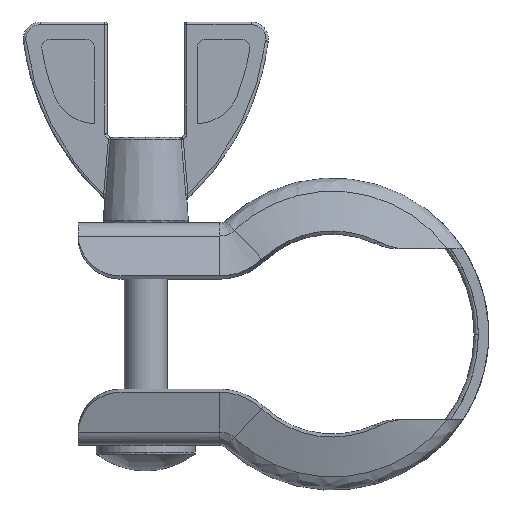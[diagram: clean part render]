
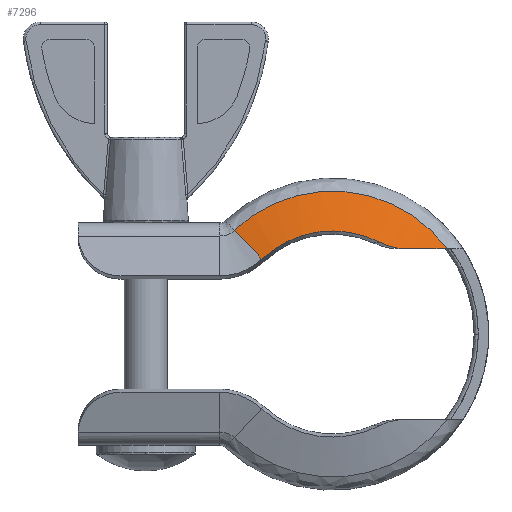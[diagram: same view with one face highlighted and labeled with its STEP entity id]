
A CAD part, top view. The second image highlights one B-rep face of the part: STEP entity #7296.
In plain terms, the highlighted conical face has half-angle 72.5 degrees and reference radius 16.712 mm.
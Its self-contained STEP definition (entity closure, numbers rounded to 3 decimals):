
#218 = DIRECTION ( 'NONE',  ( 0.655, -0.694, 0.301 ) ) ;
#222 = DIRECTION ( 'NONE',  ( 0., 0., -1. ) ) ;
#618 = CARTESIAN_POINT ( 'NONE',  ( 0., 0., 5.88 ) ) ;
#1278 = ORIENTED_EDGE ( 'NONE', *, *, #1410, .T. ) ;
#1354 = CARTESIAN_POINT ( 'NONE',  ( 8.401, 10., 7.031 ) ) ;
#1410 = EDGE_CURVE ( 'NONE', #11300, #10225, #7938, .T. ) ;
#1591 = EDGE_LOOP ( 'NONE', ( #1278, #9527, #11029, #10448, #4280 ) ) ;
#1650 = EDGE_CURVE ( 'NONE', #7263, #6526, #9981, .T. ) ;
#2106 = DIRECTION ( 'NONE',  ( 0., 0., -1. ) ) ;
#2214 = FACE_OUTER_BOUND ( 'NONE', #1591, .T. ) ;
#2338 = CARTESIAN_POINT ( 'NONE',  ( 0., 0., 5.88 ) ) ;
#2385 = AXIS2_PLACEMENT_3D ( 'NONE', #7100, #2106, #6015 ) ;
#3276 = CARTESIAN_POINT ( 'NONE',  ( 5.911, 10.513, 7.35 ) ) ;
#3573 = B_SPLINE_CURVE_WITH_KNOTS ( 'NONE', 3,
 ( #9588, #3276, #7984, #6043, #9957, #5146 ),
 .UNSPECIFIED., .F., .F.,
 ( 4, 2, 4 ),
 ( 0., 0.002, 0.003 ),
 .UNSPECIFIED. ) ;
#3760 = CARTESIAN_POINT ( 'NONE',  ( -8.271, 8.764, 7.35 ) ) ;
#4004 = CARTESIAN_POINT ( 'NONE',  ( -11.47, 12.154, 5.88 ) ) ;
#4064 = CARTESIAN_POINT ( 'NONE',  ( 10.074, 10., 6.692 ) ) ;
#4280 = ORIENTED_EDGE ( 'NONE', *, *, #11479, .T. ) ;
#4378 = CARTESIAN_POINT ( 'NONE',  ( 5.45, 10.747, 7.35 ) ) ;
#5146 = CARTESIAN_POINT ( 'NONE',  ( 8.401, 10., 7.031 ) ) ;
#5287 = LINE ( 'NONE', #11139, #6143 ) ;
#5794 = EDGE_CURVE ( 'NONE', #10718, #6526, #11119, .T. ) ;
#5998 = CARTESIAN_POINT ( 'NONE',  ( 13.389, 10., 5.88 ) ) ;
#6015 = DIRECTION ( 'NONE',  ( -1., 0., 0. ) ) ;
#6043 = CARTESIAN_POINT ( 'NONE',  ( 7.386, 10.07, 7.215 ) ) ;
#6143 = VECTOR ( 'NONE', #218, 1000. ) ;
#6192 = DIRECTION ( 'NONE',  ( -1., 0., 0. ) ) ;
#6526 = VERTEX_POINT ( 'NONE', #7269 ) ;
#6829 = CARTESIAN_POINT ( 'NONE',  ( 11.734, 10., 6.298 ) ) ;
#7100 = CARTESIAN_POINT ( 'NONE',  ( 0., 0., 7.35 ) ) ;
#7168 = AXIS2_PLACEMENT_3D ( 'NONE', #2338, #222, #6192 ) ;
#7263 = VERTEX_POINT ( 'NONE', #4004 ) ;
#7269 = CARTESIAN_POINT ( 'NONE',  ( 13.389, 10., 5.88 ) ) ;
#7296 = ADVANCED_FACE ( 'NONE', ( #2214 ), #7375, .T. ) ;
#7375 = CONICAL_SURFACE ( 'NONE', #7168, 16.712, 1.265 ) ;
#7812 = CARTESIAN_POINT ( 'NONE',  ( 8.401, 10., 7.031 ) ) ;
#7938 = CIRCLE ( 'NONE', #2385, 12.05 ) ;
#7984 = CARTESIAN_POINT ( 'NONE',  ( 6.394, 10.327, 7.323 ) ) ;
#8462 = DIRECTION ( 'NONE',  ( 0., 0., -1. ) ) ;
#9527 = ORIENTED_EDGE ( 'NONE', *, *, #11720, .T. ) ;
#9588 = CARTESIAN_POINT ( 'NONE',  ( 5.45, 10.747, 7.35 ) ) ;
#9957 = CARTESIAN_POINT ( 'NONE',  ( 7.894, 10., 7.134 ) ) ;
#9981 = CIRCLE ( 'NONE', #12038, 16.712 ) ;
#10225 = VERTEX_POINT ( 'NONE', #4378 ) ;
#10379 = DIRECTION ( 'NONE',  ( 1., 0., 0. ) ) ;
#10448 = ORIENTED_EDGE ( 'NONE', *, *, #1650, .F. ) ;
#10718 = VERTEX_POINT ( 'NONE', #1354 ) ;
#11029 = ORIENTED_EDGE ( 'NONE', *, *, #5794, .T. ) ;
#11119 = B_SPLINE_CURVE_WITH_KNOTS ( 'NONE', 3,
 ( #7812, #4064, #6829, #5998 ),
 .UNSPECIFIED., .F., .F.,
 ( 4, 4 ),
 ( 0., 0.005 ),
 .UNSPECIFIED. ) ;
#11139 = CARTESIAN_POINT ( 'NONE',  ( -12.526, 13.273, 5.395 ) ) ;
#11300 = VERTEX_POINT ( 'NONE', #3760 ) ;
#11479 = EDGE_CURVE ( 'NONE', #7263, #11300, #5287, .T. ) ;
#11720 = EDGE_CURVE ( 'NONE', #10225, #10718, #3573, .T. ) ;
#12038 = AXIS2_PLACEMENT_3D ( 'NONE', #618, #8462, #10379 ) ;
